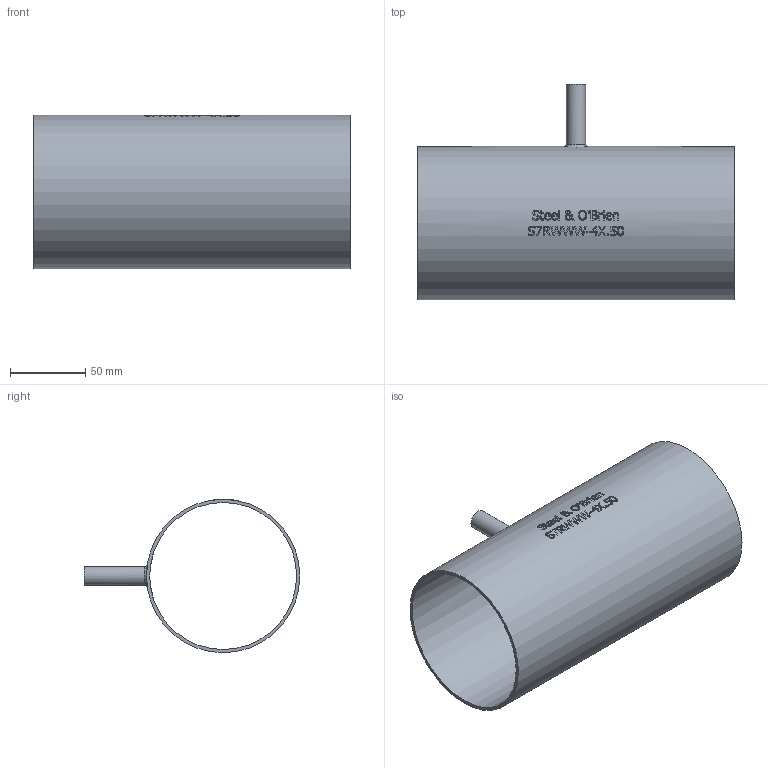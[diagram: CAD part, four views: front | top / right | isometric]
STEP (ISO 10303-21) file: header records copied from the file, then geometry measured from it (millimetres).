
FILE_DESCRIPTION(/* description */ (''),/* implementation_level */ '2;1');
FILE_NAME(/* name */ 'S7RWWW-4X.50.stp',/* time_stamp */ '2018-11-28T14:03:01-05:00',/* author */ ('ken'),/* organization */ (''),/* preprocessor_version */ 'ST-DEVELOPER v15.2',/* originating_system */ 'Autodesk Inventor 2014',/* authorisation */ '');
FILE_SCHEMA (('AUTOMOTIVE_DESIGN { 1 0 10303 214 3 1 1 }'));
Length unit declared in the file: inch
Products named in the file (1): S7RWWW-4X.50
Bounding box: 209.55 x 142.88 x 101.6 mm (x, y, z)
Volume: 140296.8 mm3; surface area: 135178.9 mm2
Topology: 1 solids, 1 shells, 394 faces, 1066 edges, 711 vertices
Faces by surface type: plane 185, bspline 168, cylinder 41
Full cylindrical faces by diameter (mm): 9.398 x1, 12.7 x1, 97.384 x1, 101.6 x1
Entity records: 15379 total; most frequent: CARTESIAN_POINT 6385, ORIENTED_EDGE 2114, DIRECTION 1381, EDGE_CURVE 1057, VERTEX_POINT 707, LINE 513, VECTOR 513, EDGE_LOOP 440
